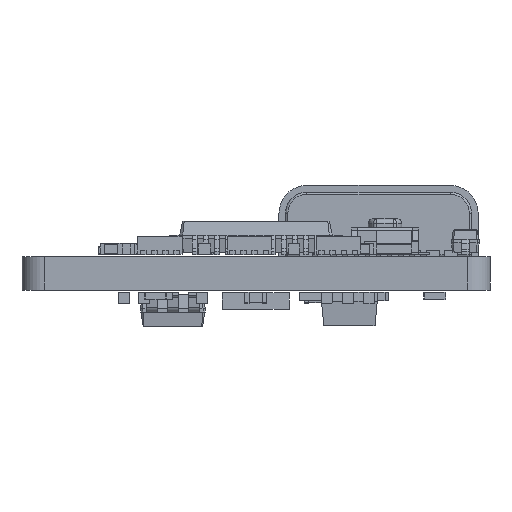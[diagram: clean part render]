
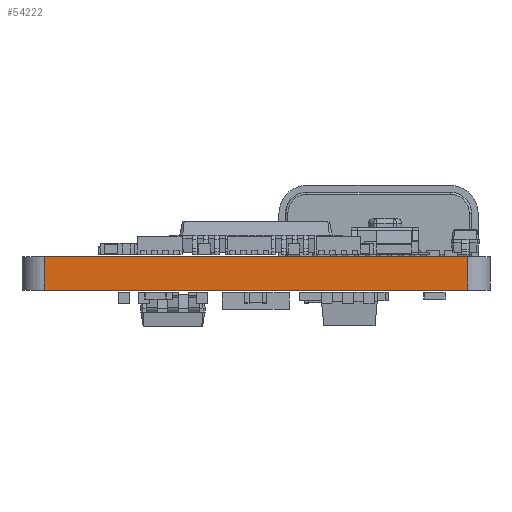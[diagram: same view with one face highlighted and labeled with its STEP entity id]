
A CAD part, front view. The second image highlights one B-rep face of the part: STEP entity #54222.
In plain terms, the highlighted planar face has unit normal (0, -1, 0).
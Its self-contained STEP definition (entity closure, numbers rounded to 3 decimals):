
#51185 = VERTEX_POINT('',#51186);
#51186 = CARTESIAN_POINT('',(100.,-141.,0.));
#51193 = EDGE_CURVE('',#51194,#51185,#51196,.T.);
#51194 = VERTEX_POINT('',#51195);
#51195 = CARTESIAN_POINT('',(119.,-141.,0.));
#51196 = LINE('',#51197,#51198);
#51197 = CARTESIAN_POINT('',(119.,-141.,0.));
#51198 = VECTOR('',#51199,1.);
#51199 = DIRECTION('',(-1.,0.,0.));
#52690 = VERTEX_POINT('',#52691);
#52691 = CARTESIAN_POINT('',(100.,-141.,1.51));
#52698 = EDGE_CURVE('',#52699,#52690,#52701,.T.);
#52699 = VERTEX_POINT('',#52700);
#52700 = CARTESIAN_POINT('',(119.,-141.,1.51));
#52701 = LINE('',#52702,#52703);
#52702 = CARTESIAN_POINT('',(119.,-141.,1.51));
#52703 = VECTOR('',#52704,1.);
#52704 = DIRECTION('',(-1.,0.,0.));
#54194 = EDGE_CURVE('',#51194,#52699,#54195,.T.);
#54195 = LINE('',#54196,#54197);
#54196 = CARTESIAN_POINT('',(119.,-141.,0.));
#54197 = VECTOR('',#54198,1.);
#54198 = DIRECTION('',(0.,0.,1.));
#54222 = ADVANCED_FACE('',(#54223),#54234,.T.);
#54223 = FACE_BOUND('',#54224,.T.);
#54224 = EDGE_LOOP('',(#54225,#54226,#54227,#54233));
#54225 = ORIENTED_EDGE('',*,*,#54194,.T.);
#54226 = ORIENTED_EDGE('',*,*,#52698,.T.);
#54227 = ORIENTED_EDGE('',*,*,#54228,.F.);
#54228 = EDGE_CURVE('',#51185,#52690,#54229,.T.);
#54229 = LINE('',#54230,#54231);
#54230 = CARTESIAN_POINT('',(100.,-141.,0.));
#54231 = VECTOR('',#54232,1.);
#54232 = DIRECTION('',(0.,0.,1.));
#54233 = ORIENTED_EDGE('',*,*,#51193,.F.);
#54234 = PLANE('',#54235);
#54235 = AXIS2_PLACEMENT_3D('',#54236,#54237,#54238);
#54236 = CARTESIAN_POINT('',(119.,-141.,0.));
#54237 = DIRECTION('',(0.,-1.,0.));
#54238 = DIRECTION('',(-1.,0.,0.));
